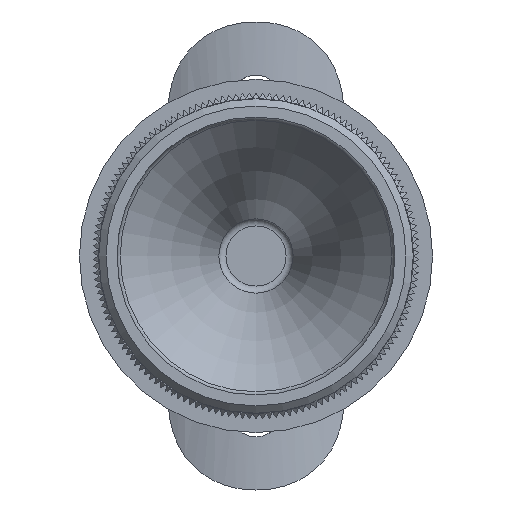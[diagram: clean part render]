
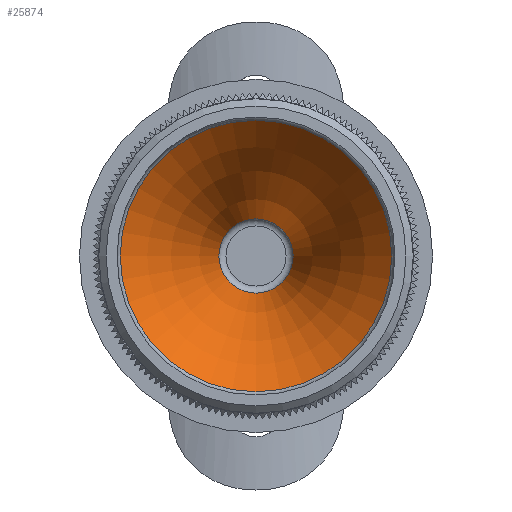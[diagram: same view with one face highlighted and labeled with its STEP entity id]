
A CAD part, front view. The second image highlights one B-rep face of the part: STEP entity #25874.
In plain terms, the highlighted toroidal (fillet/blend) face has major radius 55.3 mm and minor radius 51.8 mm.
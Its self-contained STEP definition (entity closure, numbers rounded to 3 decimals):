
#2037 = CARTESIAN_POINT ( 'NONE',  ( 0., 61.913, 0. ) ) ;
#2134 = AXIS2_PLACEMENT_3D ( 'NONE', #2037, #30865, #4567 ) ;
#2979 = FACE_OUTER_BOUND ( 'NONE', #34190, .T. ) ;
#3589 = CIRCLE ( 'NONE', #17026, 18.564 ) ;
#3903 = VERTEX_POINT ( 'NONE', #5643 ) ;
#4567 = DIRECTION ( 'NONE',  ( -1., 0., 0. ) ) ;
#5643 = CARTESIAN_POINT ( 'NONE',  ( -5.073, 49.245, 0. ) ) ;
#10209 = ORIENTED_EDGE ( 'NONE', *, *, #14438, .F. ) ;
#13057 = VERTEX_POINT ( 'NONE', #20488 ) ;
#14438 = EDGE_CURVE ( 'NONE', #13057, #13057, #3589, .T. ) ;
#15271 = EDGE_LOOP ( 'NONE', ( #35175 ) ) ;
#16740 = DIRECTION ( 'NONE',  ( 0., 1., 0. ) ) ;
#17026 = AXIS2_PLACEMENT_3D ( 'NONE', #34958, #16740, #26299 ) ;
#20344 = FACE_OUTER_BOUND ( 'NONE', #15271, .T. ) ;
#20488 = CARTESIAN_POINT ( 'NONE',  ( -18.564, 25.393, 0. ) ) ;
#22481 = AXIS2_PLACEMENT_3D ( 'NONE', #27186, #24151, #29873 ) ;
#24151 = DIRECTION ( 'NONE',  ( 0., 1., 0. ) ) ;
#25874 = ADVANCED_FACE ( 'NONE', ( #2979, #20344 ), #29903, .T. ) ;
#26299 = DIRECTION ( 'NONE',  ( -1., 0., 0. ) ) ;
#27186 = CARTESIAN_POINT ( 'NONE',  ( 0., 49.245, 0. ) ) ;
#29873 = DIRECTION ( 'NONE',  ( -1., 0., 0. ) ) ;
#29903 = TOROIDAL_SURFACE ( 'NONE', #2134, 55.3, 51.8 ) ;
#30562 = CIRCLE ( 'NONE', #22481, 5.073 ) ;
#30865 = DIRECTION ( 'NONE',  ( 0., 1., 0. ) ) ;
#32246 = EDGE_CURVE ( 'NONE', #3903, #3903, #30562, .T. ) ;
#34190 = EDGE_LOOP ( 'NONE', ( #10209 ) ) ;
#34958 = CARTESIAN_POINT ( 'NONE',  ( 0., 25.393, 0. ) ) ;
#35175 = ORIENTED_EDGE ( 'NONE', *, *, #32246, .T. ) ;
